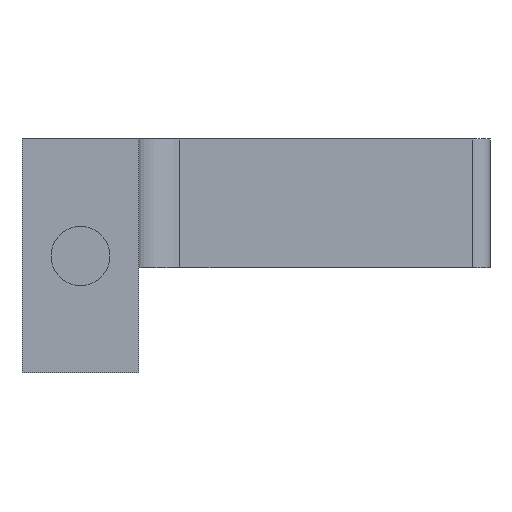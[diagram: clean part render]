
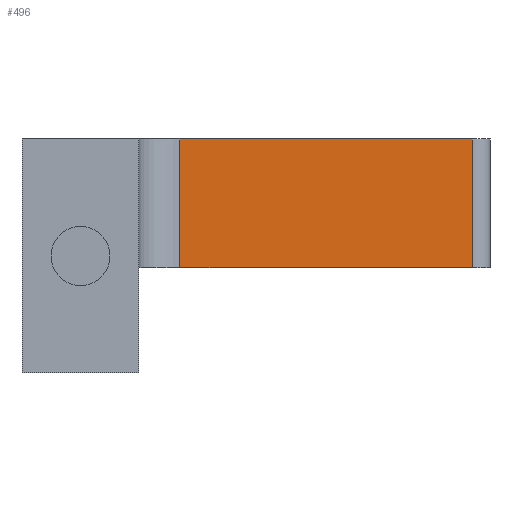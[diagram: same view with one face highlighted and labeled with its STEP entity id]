
A CAD part, front view. The second image highlights one B-rep face of the part: STEP entity #496.
In plain terms, the highlighted planar face has unit normal (0, -1, 0).
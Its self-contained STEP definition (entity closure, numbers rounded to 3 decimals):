
#55=FACE_OUTER_BOUND('',#85,.T.);
#85=EDGE_LOOP('',(#404,#405,#406,#407));
#119=LINE('',#758,#174);
#139=LINE('',#809,#194);
#140=LINE('',#812,#195);
#141=LINE('',#813,#196);
#174=VECTOR('',#612,10.);
#194=VECTOR('',#656,10.);
#195=VECTOR('',#659,10.);
#196=VECTOR('',#660,10.);
#227=VERTEX_POINT('',#755);
#228=VERTEX_POINT('',#757);
#247=VERTEX_POINT('',#807);
#248=VERTEX_POINT('',#811);
#279=EDGE_CURVE('',#227,#228,#119,.T.);
#305=EDGE_CURVE('',#247,#227,#139,.T.);
#306=EDGE_CURVE('',#248,#247,#140,.T.);
#307=EDGE_CURVE('',#228,#248,#141,.T.);
#404=ORIENTED_EDGE('',*,*,#305,.F.);
#405=ORIENTED_EDGE('',*,*,#306,.F.);
#406=ORIENTED_EDGE('',*,*,#307,.F.);
#407=ORIENTED_EDGE('',*,*,#279,.F.);
#473=PLANE('',#547);
#496=ADVANCED_FACE('',(#55),#473,.T.);
#547=AXIS2_PLACEMENT_3D('',#810,#657,#658);
#612=DIRECTION('',(1.,0.,0.));
#656=DIRECTION('',(0.,0.,1.));
#657=DIRECTION('center_axis',(0.,-1.,0.));
#658=DIRECTION('ref_axis',(-1.,0.,0.));
#659=DIRECTION('',(-1.,0.,0.));
#660=DIRECTION('',(0.,0.,-1.));
#755=CARTESIAN_POINT('',(3.5,-140.,150.));
#757=CARTESIAN_POINT('',(28.5,-140.,150.));
#758=CARTESIAN_POINT('',(0.,-140.,150.));
#807=CARTESIAN_POINT('',(3.5,-140.,139.));
#809=CARTESIAN_POINT('',(3.5,-140.,112.5));
#810=CARTESIAN_POINT('Origin',(30.,-140.,150.));
#811=CARTESIAN_POINT('',(28.5,-140.,139.));
#812=CARTESIAN_POINT('',(0.,-140.,139.));
#813=CARTESIAN_POINT('',(28.5,-140.,150.));
